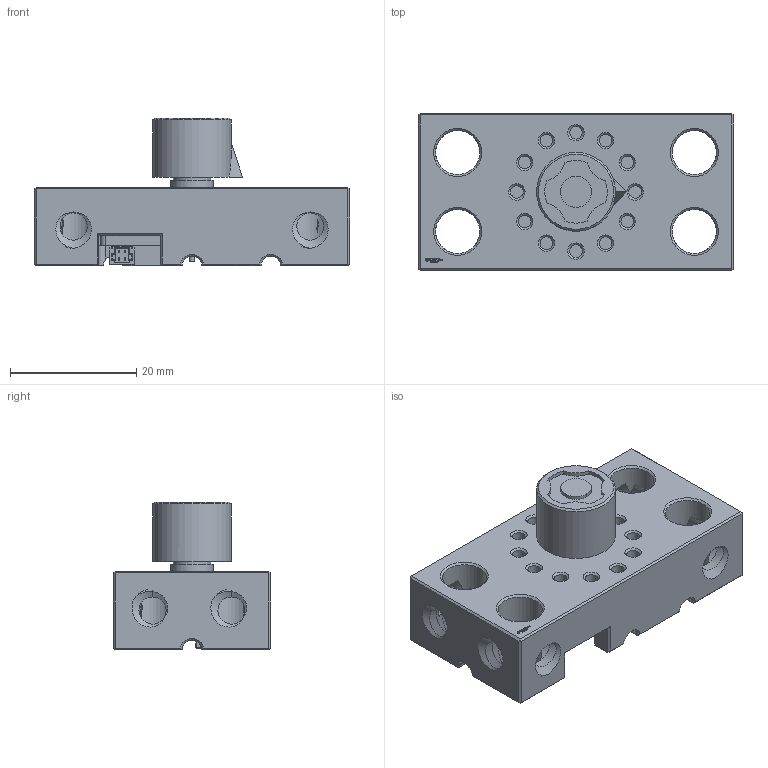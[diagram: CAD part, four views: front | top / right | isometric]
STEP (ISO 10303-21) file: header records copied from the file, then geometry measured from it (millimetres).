
FILE_DESCRIPTION(('FreeCAD Model'),'2;1');
FILE_NAME('Open CASCADE Shape Model','2024-08-13T15:26:13',(''),(''), 'Open CASCADE STEP processor 7.6','FreeCAD','Unknown');
FILE_SCHEMA(('AUTOMOTIVE_DESIGN { 1 0 10303 214 1 1 1 1 }'));
Length unit declared in the file: millimetre
Products named in the file (4): Electronics_PCB_MNT_Rotary_Switch_Bambu_Lab_ESS_BU04x02x01___SPN_ELS_
0005__stemfie_org_; Electronics PCB MNT Rotary Switch Bambu Lab ESS BU04x02x01 - 
SPN-ELS-0005 (stemfie.org); Potentiometer Board with SH1.0 Connector - IA007; POT knob U1x0,5 v1
Assembly tree (3 placements, depth 2):
  Electronics_PCB_MNT_Rotary_Switch_Bambu_Lab_ESS_BU04x02x01___SPN_ELS_
0005__stemfie_org_
    Electronics PCB MNT Rotary Switch Bambu Lab ESS BU04x02x01 - 
SPN-ELS-0005 (stemfie.org)
    Potentiometer Board with SH1.0 Connector - IA007
    POT knob U1x0,5 v1
Bounding box: 50 x 25 x 23.44 mm (x, y, z)
Volume: 11702.7 mm3; surface area: 9526.3 mm2
Topology: 4 solids, 4 shells, 1170 faces, 3091 edges, 2008 vertices
Faces by surface type: plane 680, extrusion 258, bspline 130, cylinder 73, cone 29
Full cylindrical faces by diameter (mm): 0.8 x3, 1.8 x2, 2 x12, 2.1 x2, 5.8 x1, 5.95 x1, 6.8 x1, 7 x4, 7.2 x1, 12.5 x1
Entity records: 52934 total; most frequent: CARTESIAN_POINT 23128, ORIENTED_EDGE 6182, DIRECTION 4251, EDGE_CURVE 3091, VECTOR 2289, LINE 2031, VERTEX_POINT 2008, FACE_BOUND 1290
